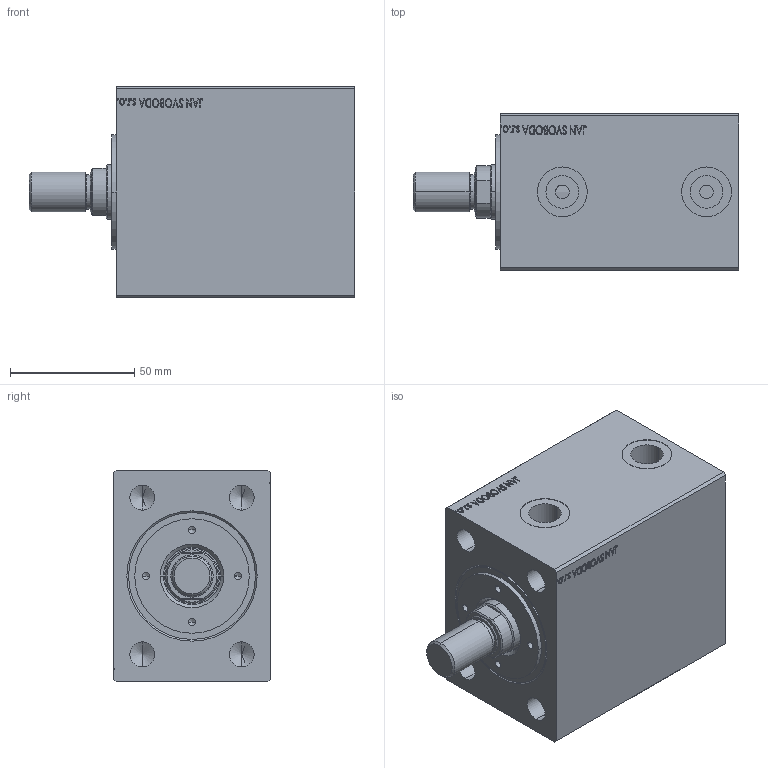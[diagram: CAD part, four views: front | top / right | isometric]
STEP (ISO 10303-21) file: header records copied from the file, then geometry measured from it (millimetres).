
FILE_DESCRIPTION (( 'STEP AP203' ), '1' );
FILE_NAME ('255c.STEP', '2022-04-07T15:04:17', ( '' ), ( '' ), 'SwSTEP 2.0', 'SolidWorks 2019', '' );
FILE_SCHEMA (( 'CONFIG_CONTROL_DESIGN' ));
Length unit declared in the file: millimetre
Products named in the file (5): V500CZ_B_VC 1c6d22fc7938c8a5eabc850fd3fc3df7; V500CZ_VNIT豊蚠攘ST 1c6d22fc7938c8a5eabc850fd3fc3df7; V500CZ_MALE_METRIC 1c6d22fc7938c8a5eabc850fd3fc3df7; 255c; V500CZ 1c6d22fc7938c8a5eabc850fd3fc3df7
Assembly tree (4 placements, depth 2):
  255c
    V500CZ 1c6d22fc7938c8a5eabc850fd3fc3df7
    V500CZ_VNIT豊蚠攘ST 1c6d22fc7938c8a5eabc850fd3fc3df7
    V500CZ_MALE_METRIC 1c6d22fc7938c8a5eabc850fd3fc3df7
    V500CZ_B_VC 1c6d22fc7938c8a5eabc850fd3fc3df7
Bounding box: 131 x 63 x 85 mm (x, y, z)
Volume: 516486.3 mm3; surface area: 92341.2 mm2
Topology: 4 solids, 4 shells, 887 faces, 2265 edges, 1481 vertices
Faces by surface type: plane 403, bspline 380, cylinder 62, cone 40, torus 2
Entity records: 44548 total; most frequent: CARTESIAN_POINT 25166, ORIENTED_EDGE 4478, DIRECTION 2645, EDGE_CURVE 2239, VERTEX_POINT 1481, LINE 1329, VECTOR 1329, EDGE_LOOP 1012
